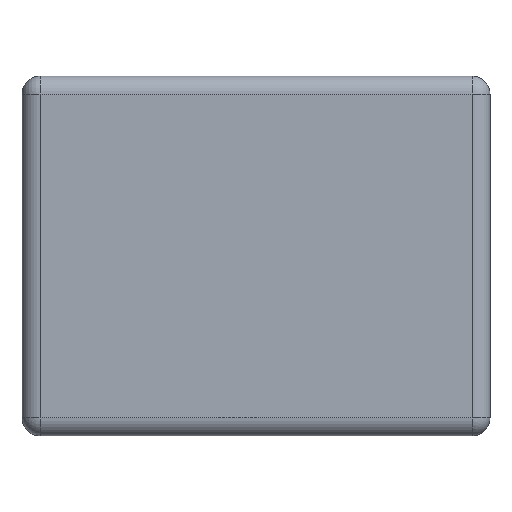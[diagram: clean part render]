
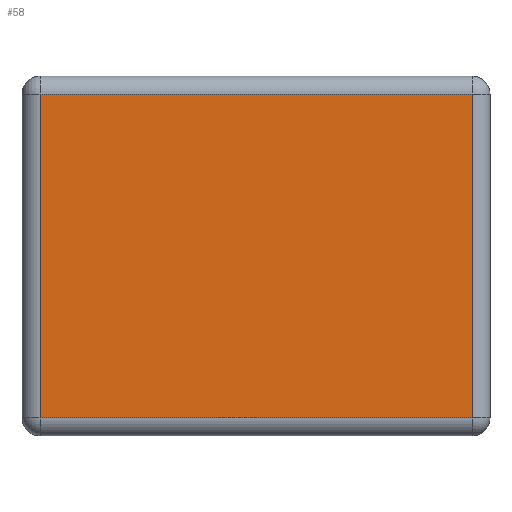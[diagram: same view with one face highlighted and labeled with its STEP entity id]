
A CAD part, left-side view. The second image highlights one B-rep face of the part: STEP entity #58.
In plain terms, the highlighted planar face has unit normal (-1, 0, 0).
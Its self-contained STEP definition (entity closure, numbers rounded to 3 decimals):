
#17 = CARTESIAN_POINT ( 'NONE',  ( -0.5, 0.65, 0.225 ) ) ;
#54 = ORIENTED_EDGE ( 'NONE', *, *, #1021, .T. ) ;
#58 = ADVANCED_FACE ( 'NONE', ( #516 ), #485, .F. ) ;
#150 = DIRECTION ( 'NONE',  ( 0., -1., 0. ) ) ;
#291 = CARTESIAN_POINT ( 'NONE',  ( -0.5, 0.65, -0.225 ) ) ;
#327 = DIRECTION ( 'NONE',  ( 0., 0., 1. ) ) ;
#340 = LINE ( 'NONE', #17, #1006 ) ;
#379 = EDGE_CURVE ( 'NONE', #793, #672, #471, .T. ) ;
#471 = LINE ( 'NONE', #483, #656 ) ;
#483 = CARTESIAN_POINT ( 'NONE',  ( -0.5, 0.025, -0.25 ) ) ;
#485 = PLANE ( 'NONE',  #1151 ) ;
#501 = DIRECTION ( 'NONE',  ( 0., 0., -1. ) ) ;
#516 = FACE_OUTER_BOUND ( 'NONE', #1199, .T. ) ;
#549 = CARTESIAN_POINT ( 'NONE',  ( -0.5, 0.625, 0.225 ) ) ;
#587 = CARTESIAN_POINT ( 'NONE',  ( -0.5, 0.025, 0.225 ) ) ;
#645 = LINE ( 'NONE', #291, #1246 ) ;
#650 = DIRECTION ( 'NONE',  ( 0., 0., -1. ) ) ;
#656 = VECTOR ( 'NONE', #327, 1000. ) ;
#672 = VERTEX_POINT ( 'NONE', #587 ) ;
#793 = VERTEX_POINT ( 'NONE', #1464 ) ;
#917 = VECTOR ( 'NONE', #650, 1000. ) ;
#961 = CARTESIAN_POINT ( 'NONE',  ( -0.5, 0.65, -0.25 ) ) ;
#1006 = VECTOR ( 'NONE', #1626, 1000. ) ;
#1009 = ORIENTED_EDGE ( 'NONE', *, *, #379, .T. ) ;
#1021 = EDGE_CURVE ( 'NONE', #1221, #793, #645, .T. ) ;
#1121 = DIRECTION ( 'NONE',  ( 1., 0., 0. ) ) ;
#1151 = AXIS2_PLACEMENT_3D ( 'NONE', #961, #1121, #501 ) ;
#1154 = VERTEX_POINT ( 'NONE', #549 ) ;
#1163 = CARTESIAN_POINT ( 'NONE',  ( -0.5, 0.625, -0.225 ) ) ;
#1199 = EDGE_LOOP ( 'NONE', ( #1276, #54, #1009, #1230 ) ) ;
#1221 = VERTEX_POINT ( 'NONE', #1163 ) ;
#1230 = ORIENTED_EDGE ( 'NONE', *, *, #1875, .T. ) ;
#1246 = VECTOR ( 'NONE', #150, 1000. ) ;
#1276 = ORIENTED_EDGE ( 'NONE', *, *, #1887, .T. ) ;
#1464 = CARTESIAN_POINT ( 'NONE',  ( -0.5, 0.025, -0.225 ) ) ;
#1488 = LINE ( 'NONE', #1914, #917 ) ;
#1626 = DIRECTION ( 'NONE',  ( 0., 1., 0. ) ) ;
#1875 = EDGE_CURVE ( 'NONE', #672, #1154, #340, .T. ) ;
#1887 = EDGE_CURVE ( 'NONE', #1154, #1221, #1488, .T. ) ;
#1914 = CARTESIAN_POINT ( 'NONE',  ( -0.5, 0.625, -0.25 ) ) ;
